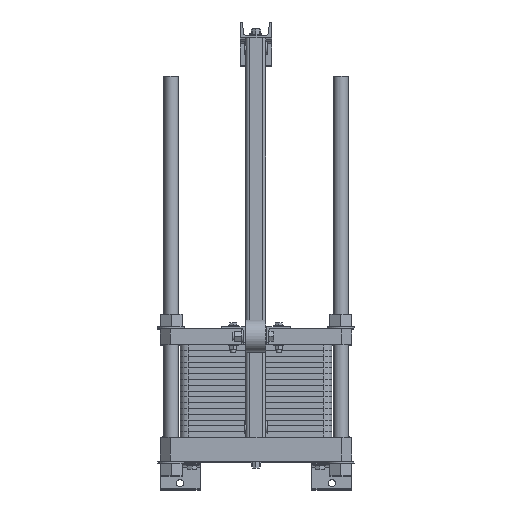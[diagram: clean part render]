
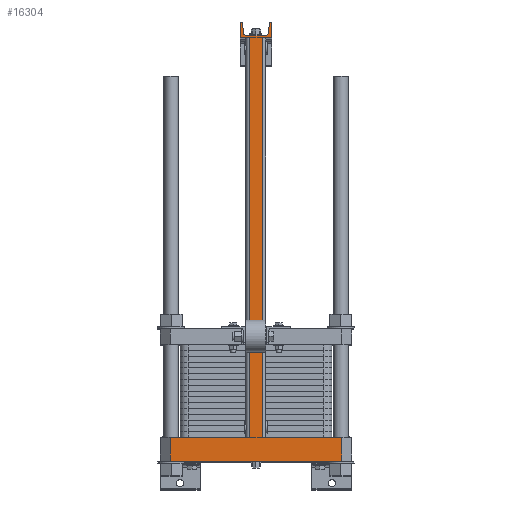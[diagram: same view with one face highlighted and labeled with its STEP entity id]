
A CAD part, top view. The second image highlights one B-rep face of the part: STEP entity #16304.
In plain terms, the highlighted planar face has unit normal (0, 0, 1).
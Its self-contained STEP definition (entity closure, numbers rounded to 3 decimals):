
#1659=LINE('',#24416,#3441);
#1660=LINE('',#24436,#3442);
#1661=LINE('',#24438,#3443);
#1662=LINE('',#24440,#3444);
#1663=LINE('',#24442,#3445);
#1664=LINE('',#24444,#3446);
#1665=LINE('',#24446,#3447);
#1666=LINE('',#24448,#3448);
#1667=LINE('',#24450,#3449);
#1668=LINE('',#24452,#3450);
#1669=LINE('',#24456,#3451);
#1670=LINE('',#24460,#3452);
#1671=LINE('',#24464,#3453);
#1672=LINE('',#24468,#3454);
#1673=LINE('',#24470,#3455);
#1674=LINE('',#24471,#3456);
#3441=VECTOR('',#19025,1.);
#3442=VECTOR('',#19030,10.);
#3443=VECTOR('',#19031,10.);
#3444=VECTOR('',#19032,10.);
#3445=VECTOR('',#19033,10.);
#3446=VECTOR('',#19034,10.);
#3447=VECTOR('',#19035,10.);
#3448=VECTOR('',#19036,10.);
#3449=VECTOR('',#19037,10.);
#3450=VECTOR('',#19038,10.);
#3451=VECTOR('',#19041,10.);
#3452=VECTOR('',#19044,10.);
#3453=VECTOR('',#19047,10.);
#3454=VECTOR('',#19050,10.);
#3455=VECTOR('',#19051,10.);
#3456=VECTOR('',#19052,10.);
#5185=PLANE('',#17192);
#6109=FACE_OUTER_BOUND('',#6951,.T.);
#6951=EDGE_LOOP('',(#12378,#12379,#12380,#12381,#12382,#12383,#12384,#12385,
#12386,#12387,#12388,#12389,#12390,#12391,#12392,#12393,#12394,#12395,#12396,
#12397));
#8096=CIRCLE('',#17193,4.);
#8097=CIRCLE('',#17194,8.);
#8098=CIRCLE('',#17195,8.);
#8099=CIRCLE('',#17196,4.);
#9016=VERTEX_POINT('',#24413);
#9017=VERTEX_POINT('',#24415);
#9018=VERTEX_POINT('',#24435);
#9019=VERTEX_POINT('',#24437);
#9020=VERTEX_POINT('',#24439);
#9021=VERTEX_POINT('',#24441);
#9022=VERTEX_POINT('',#24443);
#9023=VERTEX_POINT('',#24445);
#9024=VERTEX_POINT('',#24447);
#9025=VERTEX_POINT('',#24449);
#9026=VERTEX_POINT('',#24451);
#9027=VERTEX_POINT('',#24453);
#9028=VERTEX_POINT('',#24455);
#9029=VERTEX_POINT('',#24457);
#9030=VERTEX_POINT('',#24459);
#9031=VERTEX_POINT('',#24461);
#9032=VERTEX_POINT('',#24463);
#9033=VERTEX_POINT('',#24465);
#9034=VERTEX_POINT('',#24467);
#9035=VERTEX_POINT('',#24469);
#10379=EDGE_CURVE('',#9017,#9016,#1659,.T.);
#10382=EDGE_CURVE('',#9016,#9018,#1660,.T.);
#10383=EDGE_CURVE('',#9018,#9019,#1661,.T.);
#10384=EDGE_CURVE('',#9020,#9019,#1662,.T.);
#10385=EDGE_CURVE('',#9021,#9020,#1663,.T.);
#10386=EDGE_CURVE('',#9021,#9022,#1664,.T.);
#10387=EDGE_CURVE('',#9022,#9023,#1665,.T.);
#10388=EDGE_CURVE('',#9023,#9024,#1666,.T.);
#10389=EDGE_CURVE('',#9024,#9025,#1667,.T.);
#10390=EDGE_CURVE('',#9025,#9026,#1668,.T.);
#10391=EDGE_CURVE('',#9026,#9027,#8096,.T.);
#10392=EDGE_CURVE('',#9027,#9028,#1669,.T.);
#10393=EDGE_CURVE('',#9028,#9029,#8097,.T.);
#10394=EDGE_CURVE('',#9029,#9030,#1670,.T.);
#10395=EDGE_CURVE('',#9030,#9031,#8098,.T.);
#10396=EDGE_CURVE('',#9031,#9032,#1671,.T.);
#10397=EDGE_CURVE('',#9032,#9033,#8099,.T.);
#10398=EDGE_CURVE('',#9033,#9034,#1672,.T.);
#10399=EDGE_CURVE('',#9034,#9035,#1673,.T.);
#10400=EDGE_CURVE('',#9035,#9017,#1674,.T.);
#12378=ORIENTED_EDGE('',*,*,#10379,.T.);
#12379=ORIENTED_EDGE('',*,*,#10382,.T.);
#12380=ORIENTED_EDGE('',*,*,#10383,.T.);
#12381=ORIENTED_EDGE('',*,*,#10384,.F.);
#12382=ORIENTED_EDGE('',*,*,#10385,.F.);
#12383=ORIENTED_EDGE('',*,*,#10386,.T.);
#12384=ORIENTED_EDGE('',*,*,#10387,.T.);
#12385=ORIENTED_EDGE('',*,*,#10388,.T.);
#12386=ORIENTED_EDGE('',*,*,#10389,.T.);
#12387=ORIENTED_EDGE('',*,*,#10390,.T.);
#12388=ORIENTED_EDGE('',*,*,#10391,.T.);
#12389=ORIENTED_EDGE('',*,*,#10392,.T.);
#12390=ORIENTED_EDGE('',*,*,#10393,.T.);
#12391=ORIENTED_EDGE('',*,*,#10394,.T.);
#12392=ORIENTED_EDGE('',*,*,#10395,.T.);
#12393=ORIENTED_EDGE('',*,*,#10396,.T.);
#12394=ORIENTED_EDGE('',*,*,#10397,.T.);
#12395=ORIENTED_EDGE('',*,*,#10398,.T.);
#12396=ORIENTED_EDGE('',*,*,#10399,.T.);
#12397=ORIENTED_EDGE('',*,*,#10400,.T.);
#16304=ADVANCED_FACE('',(#6109),#5185,.T.);
#17192=AXIS2_PLACEMENT_3D('',#24434,#19028,#19029);
#17193=AXIS2_PLACEMENT_3D('',#24454,#19039,#19040);
#17194=AXIS2_PLACEMENT_3D('',#24458,#19042,#19043);
#17195=AXIS2_PLACEMENT_3D('',#24462,#19045,#19046);
#17196=AXIS2_PLACEMENT_3D('',#24466,#19048,#19049);
#19025=DIRECTION('',(0.,-1.,0.));
#19028=DIRECTION('center_axis',(0.,0.,
1.));
#19029=DIRECTION('ref_axis',(-1.,0.,0.));
#19030=DIRECTION('',(-1.,0.,0.));
#19031=DIRECTION('',(0.,-1.,0.));
#19032=DIRECTION('',(-1.,0.,0.));
#19033=DIRECTION('',(0.,-1.,0.));
#19034=DIRECTION('',(-1.,0.,0.));
#19035=DIRECTION('',(0.,1.,0.));
#19036=DIRECTION('',(1.,0.,0.));
#19037=DIRECTION('',(0.,1.,0.));
#19038=DIRECTION('',(-1.,0.,0.));
#19039=DIRECTION('center_axis',(0.,0.,1.));
#19040=DIRECTION('ref_axis',(0.,1.,0.));
#19041=DIRECTION('',(-0.091,-0.996,0.));
#19042=DIRECTION('center_axis',(0.,0.,-1.));
#19043=DIRECTION('ref_axis',(0.,1.,0.));
#19044=DIRECTION('',(-1.,0.,0.));
#19045=DIRECTION('center_axis',(0.,0.,-1.));
#19046=DIRECTION('ref_axis',(0.996,0.091,0.));
#19047=DIRECTION('',(-0.091,0.996,0.));
#19048=DIRECTION('center_axis',(0.,0.,1.));
#19049=DIRECTION('ref_axis',(0.996,0.091,0.));
#19050=DIRECTION('',(-1.,0.,0.));
#19051=DIRECTION('',(0.,-1.,0.));
#19052=DIRECTION('',(1.,0.,0.));
#24413=CARTESIAN_POINT('',(-16.2,0.,1111.));
#24415=CARTESIAN_POINT('',(-16.2,1000.,1111.));
#24416=CARTESIAN_POINT('',(-16.2,766.,1111.));
#24434=CARTESIAN_POINT('Origin',(215.,0.,
1111.));
#24435=CARTESIAN_POINT('',(-215.,0.,1111.));
#24436=CARTESIAN_POINT('',(215.,0.,1111.));
#24437=CARTESIAN_POINT('',(-215.,-60.,1111.));
#24438=CARTESIAN_POINT('',(-215.,0.,1111.));
#24439=CARTESIAN_POINT('',(215.,-60.,1111.));
#24440=CARTESIAN_POINT('',(215.,-60.,1111.));
#24441=CARTESIAN_POINT('',(215.,0.,1111.));
#24442=CARTESIAN_POINT('',(215.,0.,1111.));
#24443=CARTESIAN_POINT('',(16.2,0.,1111.));
#24444=CARTESIAN_POINT('',(215.,0.,1111.));
#24445=CARTESIAN_POINT('',(16.2,1000.,1111.));
#24446=CARTESIAN_POINT('',(16.2,0.,1111.));
#24447=CARTESIAN_POINT('',(40.,1000.,1111.));
#24448=CARTESIAN_POINT('',(-40.,1000.,1111.));
#24449=CARTESIAN_POINT('',(40.,1040.,1111.));
#24450=CARTESIAN_POINT('',(40.,1000.,1111.));
#24451=CARTESIAN_POINT('',(37.45,1040.,1111.));
#24452=CARTESIAN_POINT('',(40.,1040.,1111.));
#24453=CARTESIAN_POINT('',(33.466,1036.366,1111.));
#24454=CARTESIAN_POINT('Origin',(37.45,1036.,1111.));
#24455=CARTESIAN_POINT('',(31.347,1013.269,1111.));
#24456=CARTESIAN_POINT('',(33.466,1036.366,1111.));
#24457=CARTESIAN_POINT('',(23.381,1006.,1111.));
#24458=CARTESIAN_POINT('Origin',(23.381,1014.,1111.));
#24459=CARTESIAN_POINT('',(-23.381,1006.,1111.));
#24460=CARTESIAN_POINT('',(23.381,1006.,1111.));
#24461=CARTESIAN_POINT('',(-31.347,1013.269,1111.));
#24462=CARTESIAN_POINT('Origin',(-23.381,1014.,1111.));
#24463=CARTESIAN_POINT('',(-33.466,1036.366,1111.));
#24464=CARTESIAN_POINT('',(-31.347,1013.269,1111.));
#24465=CARTESIAN_POINT('',(-37.45,1040.,1111.));
#24466=CARTESIAN_POINT('Origin',(-37.45,1036.,1111.));
#24467=CARTESIAN_POINT('',(-40.,1040.,1111.));
#24468=CARTESIAN_POINT('',(-37.45,1040.,1111.));
#24469=CARTESIAN_POINT('',(-40.,1000.,1111.));
#24470=CARTESIAN_POINT('',(-40.,1040.,1111.));
#24471=CARTESIAN_POINT('',(-40.,1000.,1111.));
